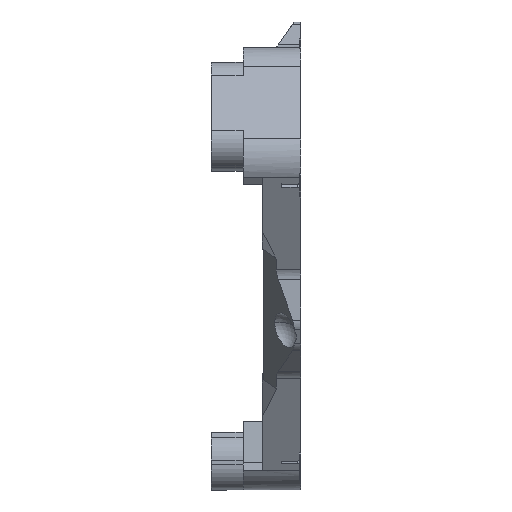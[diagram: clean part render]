
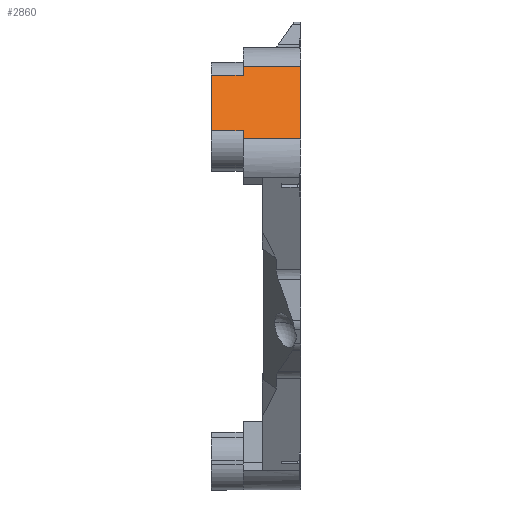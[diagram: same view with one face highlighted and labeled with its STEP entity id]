
A CAD part, left-side view. The second image highlights one B-rep face of the part: STEP entity #2860.
In plain terms, the highlighted planar face has unit normal (-0.866, 0, 0.5).
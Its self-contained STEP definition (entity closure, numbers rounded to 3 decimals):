
#120 = VECTOR ( 'NONE', #12346, 1000. ) ;
#152 = CARTESIAN_POINT ( 'NONE',  ( -38.268, 9., 14.547 ) ) ;
#427 = VECTOR ( 'NONE', #3445, 1000. ) ;
#512 = EDGE_CURVE ( 'NONE', #7395, #1744, #8382, .T. ) ;
#749 = ORIENTED_EDGE ( 'NONE', *, *, #9829, .T. ) ;
#1073 = DIRECTION ( 'NONE',  ( 0., 1., 0. ) ) ;
#1210 = DIRECTION ( 'NONE',  ( 0.5, 0., 0.866 ) ) ;
#1517 = EDGE_CURVE ( 'NONE', #4433, #3591, #14449, .T. ) ;
#1744 = VERTEX_POINT ( 'NONE', #3920 ) ;
#1975 = CARTESIAN_POINT ( 'NONE',  ( -39.5, 14., 12.413 ) ) ;
#2048 = VERTEX_POINT ( 'NONE', #8036 ) ;
#2163 = CARTESIAN_POINT ( 'NONE',  ( -37.5, 14., 15.877 ) ) ;
#2272 = CARTESIAN_POINT ( 'NONE',  ( -35., 9., 20.207 ) ) ;
#2499 = AXIS2_PLACEMENT_3D ( 'NONE', #8564, #2919, #9637 ) ;
#2586 = ORIENTED_EDGE ( 'NONE', *, *, #4828, .T. ) ;
#2627 = DIRECTION ( 'NONE',  ( -0.5, 0., -0.866 ) ) ;
#2860 = ADVANCED_FACE ( 'NONE', ( #10239 ), #4044, .F. ) ;
#2919 = DIRECTION ( 'NONE',  ( 0.866, 0., -0.5 ) ) ;
#3445 = DIRECTION ( 'NONE',  ( 0., -1., 0. ) ) ;
#3591 = VERTEX_POINT ( 'NONE', #152 ) ;
#3602 = ORIENTED_EDGE ( 'NONE', *, *, #12635, .F. ) ;
#3804 = CARTESIAN_POINT ( 'NONE',  ( -35., 9., 20.207 ) ) ;
#3920 = CARTESIAN_POINT ( 'NONE',  ( -32.5, 9., 24.537 ) ) ;
#4044 = PLANE ( 'NONE',  #2499 ) ;
#4141 = VECTOR ( 'NONE', #1210, 1000. ) ;
#4225 = CARTESIAN_POINT ( 'NONE',  ( -38.268, 9., 14.547 ) ) ;
#4311 = CARTESIAN_POINT ( 'NONE',  ( -31.732, 9., 25.868 ) ) ;
#4342 = EDGE_CURVE ( 'NONE', #5916, #7395, #12538, .T. ) ;
#4433 = VERTEX_POINT ( 'NONE', #7006 ) ;
#4580 = VECTOR ( 'NONE', #1073, 1000. ) ;
#4614 = CARTESIAN_POINT ( 'NONE',  ( -32.5, 14., 24.537 ) ) ;
#4618 = ORIENTED_EDGE ( 'NONE', *, *, #1517, .T. ) ;
#4651 = LINE ( 'NONE', #9831, #427 ) ;
#4828 = EDGE_CURVE ( 'NONE', #3591, #2048, #11734, .T. ) ;
#5134 = ORIENTED_EDGE ( 'NONE', *, *, #11475, .T. ) ;
#5795 = ORIENTED_EDGE ( 'NONE', *, *, #512, .T. ) ;
#5912 = VECTOR ( 'NONE', #2627, 1000. ) ;
#5916 = VERTEX_POINT ( 'NONE', #12176 ) ;
#5920 = LINE ( 'NONE', #8059, #4141 ) ;
#7006 = CARTESIAN_POINT ( 'NONE',  ( -37.5, 9., 15.877 ) ) ;
#7395 = VERTEX_POINT ( 'NONE', #4311 ) ;
#7669 = EDGE_LOOP ( 'NONE', ( #10326, #5795, #5134, #3602, #12159, #4618, #2586, #749 ) ) ;
#7719 = DIRECTION ( 'NONE',  ( 0., -1., 0. ) ) ;
#7992 = VECTOR ( 'NONE', #8063, 1000. ) ;
#8036 = CARTESIAN_POINT ( 'NONE',  ( -38.268, 0., 14.547 ) ) ;
#8059 = CARTESIAN_POINT ( 'NONE',  ( -30., 0., 28.868 ) ) ;
#8063 = DIRECTION ( 'NONE',  ( 0., 1., 0. ) ) ;
#8382 = LINE ( 'NONE', #2272, #120 ) ;
#8564 = CARTESIAN_POINT ( 'NONE',  ( -30., 9., 28.868 ) ) ;
#8579 = VERTEX_POINT ( 'NONE', #4614 ) ;
#9120 = CARTESIAN_POINT ( 'NONE',  ( -32.5, 9., 24.537 ) ) ;
#9385 = LINE ( 'NONE', #9120, #7992 ) ;
#9637 = DIRECTION ( 'NONE',  ( -0.5, 0., -0.866 ) ) ;
#9829 = EDGE_CURVE ( 'NONE', #2048, #5916, #5920, .T. ) ;
#9831 = CARTESIAN_POINT ( 'NONE',  ( -37.5, 9., 15.877 ) ) ;
#9834 = DIRECTION ( 'NONE',  ( 0.5, 0., 0.866 ) ) ;
#10239 = FACE_OUTER_BOUND ( 'NONE', #7669, .T. ) ;
#10326 = ORIENTED_EDGE ( 'NONE', *, *, #4342, .T. ) ;
#10597 = VECTOR ( 'NONE', #9834, 1000. ) ;
#10823 = VECTOR ( 'NONE', #7719, 1000. ) ;
#10873 = EDGE_CURVE ( 'NONE', #13293, #4433, #4651, .T. ) ;
#11475 = EDGE_CURVE ( 'NONE', #1744, #8579, #9385, .T. ) ;
#11734 = LINE ( 'NONE', #4225, #10823 ) ;
#12159 = ORIENTED_EDGE ( 'NONE', *, *, #10873, .T. ) ;
#12176 = CARTESIAN_POINT ( 'NONE',  ( -31.732, 0., 25.868 ) ) ;
#12193 = CARTESIAN_POINT ( 'NONE',  ( -31.732, 9., 25.868 ) ) ;
#12346 = DIRECTION ( 'NONE',  ( -0.5, 0., -0.866 ) ) ;
#12538 = LINE ( 'NONE', #12193, #4580 ) ;
#12635 = EDGE_CURVE ( 'NONE', #13293, #8579, #13656, .T. ) ;
#13293 = VERTEX_POINT ( 'NONE', #2163 ) ;
#13656 = LINE ( 'NONE', #1975, #10597 ) ;
#14449 = LINE ( 'NONE', #3804, #5912 ) ;
